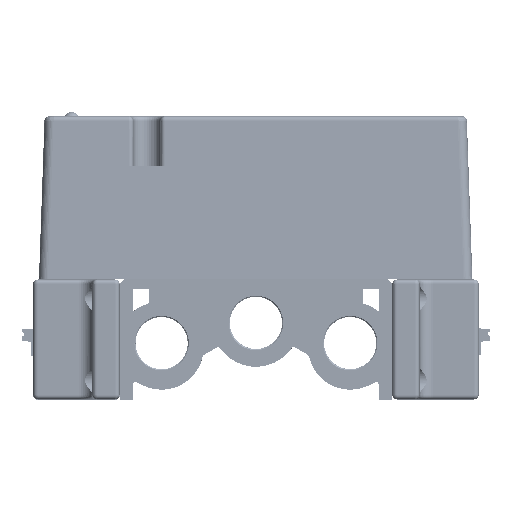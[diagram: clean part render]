
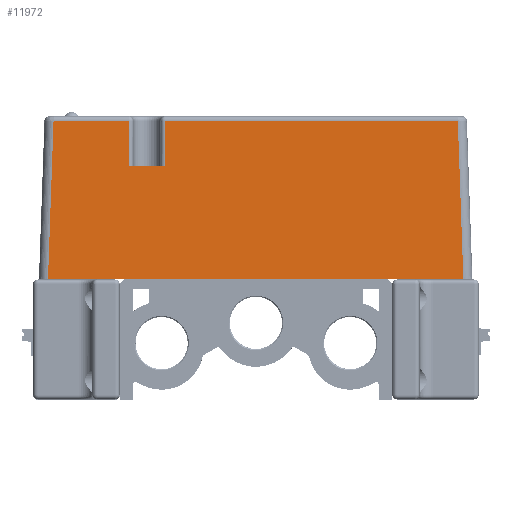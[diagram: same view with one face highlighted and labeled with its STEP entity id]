
A CAD part, front view. The second image highlights one B-rep face of the part: STEP entity #11972.
In plain terms, the highlighted planar face has unit normal (0, -0.999, 0.035).
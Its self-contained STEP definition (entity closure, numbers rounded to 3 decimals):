
#4204=FACE_OUTER_BOUND('',#28373,.T.);
#11972=ADVANCED_FACE('',(#4204),#19883,.T.);
#19883=PLANE('',#162642);
#28373=EDGE_LOOP('',(#42266,#42267,#42268,#42269,#42270,#42271,#42272,#42273,
#42274,#42275));
#42266=ORIENTED_EDGE('',*,*,#103359,.T.);
#42267=ORIENTED_EDGE('',*,*,#103360,.T.);
#42268=ORIENTED_EDGE('',*,*,#103361,.T.);
#42269=ORIENTED_EDGE('',*,*,#103362,.F.);
#42270=ORIENTED_EDGE('',*,*,#103363,.T.);
#42271=ORIENTED_EDGE('',*,*,#103364,.T.);
#42272=ORIENTED_EDGE('',*,*,#103365,.T.);
#42273=ORIENTED_EDGE('',*,*,#102890,.T.);
#42274=ORIENTED_EDGE('',*,*,#102812,.T.);
#42275=ORIENTED_EDGE('',*,*,#103366,.T.);
#87242=VERTEX_POINT('',#220816);
#87243=VERTEX_POINT('',#220818);
#87304=VERTEX_POINT('',#220974);
#87671=VERTEX_POINT('',#222290);
#87672=VERTEX_POINT('',#222291);
#87673=VERTEX_POINT('',#222293);
#87674=VERTEX_POINT('',#222295);
#87675=VERTEX_POINT('',#222297);
#87676=VERTEX_POINT('',#222299);
#87677=VERTEX_POINT('',#222301);
#102812=EDGE_CURVE('',#87243,#87242,#125694,.T.);
#102890=EDGE_CURVE('',#87304,#87243,#125756,.T.);
#103359=EDGE_CURVE('',#87671,#87672,#126064,.T.);
#103360=EDGE_CURVE('',#87672,#87673,#126065,.T.);
#103361=EDGE_CURVE('',#87673,#87674,#126066,.T.);
#103362=EDGE_CURVE('',#87675,#87674,#126067,.T.);
#103363=EDGE_CURVE('',#87675,#87676,#126068,.T.);
#103364=EDGE_CURVE('',#87676,#87677,#126069,.T.);
#103365=EDGE_CURVE('',#87677,#87304,#126070,.T.);
#103366=EDGE_CURVE('',#87242,#87671,#126071,.T.);
#125694=LINE('',#220817,#143826);
#125756=LINE('',#220973,#143888);
#126064=LINE('',#222289,#144196);
#126065=LINE('',#222292,#144197);
#126066=LINE('',#222294,#144198);
#126067=LINE('',#222296,#144199);
#126068=LINE('',#222298,#144200);
#126069=LINE('',#222300,#144201);
#126070=LINE('',#222302,#144202);
#126071=LINE('',#222303,#144203);
#143826=VECTOR('',#175519,1.);
#143888=VECTOR('',#175647,1.);
#144196=VECTOR('',#176457,1.);
#144197=VECTOR('',#176458,1.);
#144198=VECTOR('',#176459,1.);
#144199=VECTOR('',#176460,1.);
#144200=VECTOR('',#176461,1.);
#144201=VECTOR('',#176462,1.);
#144202=VECTOR('',#176463,1.);
#144203=VECTOR('',#176464,1.);
#162642=AXIS2_PLACEMENT_3D('',#222304,#176465,#176466);
#175519=DIRECTION('',(1.,0.,0.));
#175647=DIRECTION('',(1.,0.,0.));
#176457=DIRECTION('',(-0.035,0.035,0.999));
#176458=DIRECTION('',(-1.,0.,0.));
#176459=DIRECTION('',(0.,-0.035,-0.999));
#176460=DIRECTION('',(1.,0.,0.));
#176461=DIRECTION('',(0.,0.035,0.999));
#176462=DIRECTION('',(-1.,0.,0.));
#176463=DIRECTION('',(-0.035,-0.035,-0.999));
#176464=DIRECTION('',(1.,0.,0.));
#176465=DIRECTION('',(0.,-0.999,0.035));
#176466=DIRECTION('',(0.,0.035,0.999));
#220816=CARTESIAN_POINT('',(431.05,-1316.826,-0.1));
#220817=CARTESIAN_POINT('',(430.05,-1316.826,-0.1));
#220818=CARTESIAN_POINT('',(369.05,-1316.826,-0.1));
#220973=CARTESIAN_POINT('',(430.05,-1316.826,-0.1));
#220974=CARTESIAN_POINT('',(354.313,-1316.826,-0.1));
#222289=CARTESIAN_POINT('',(445.944,-1317.083,-7.463));
#222290=CARTESIAN_POINT('',(445.687,-1316.826,-0.1));
#222291=CARTESIAN_POINT('',(444.467,-1315.606,34.835));
#222292=CARTESIAN_POINT('',(380.05,-1315.606,34.835));
#222293=CARTESIAN_POINT('',(380.05,-1315.606,34.835));
#222294=CARTESIAN_POINT('',(380.05,-1315.953,24.9));
#222295=CARTESIAN_POINT('',(380.05,-1315.953,24.9));
#222296=CARTESIAN_POINT('',(376.05,-1315.953,24.9));
#222297=CARTESIAN_POINT('',(372.05,-1315.953,24.9));
#222298=CARTESIAN_POINT('',(372.05,-1315.606,34.835));
#222299=CARTESIAN_POINT('',(372.05,-1315.606,34.835));
#222300=CARTESIAN_POINT('',(354.567,-1315.606,34.835));
#222301=CARTESIAN_POINT('',(355.533,-1315.606,34.835));
#222302=CARTESIAN_POINT('',(354.056,-1317.083,-7.463));
#222303=CARTESIAN_POINT('',(430.05,-1316.826,-0.1));
#222304=CARTESIAN_POINT('',(400.,-1317.141,-9.1));
